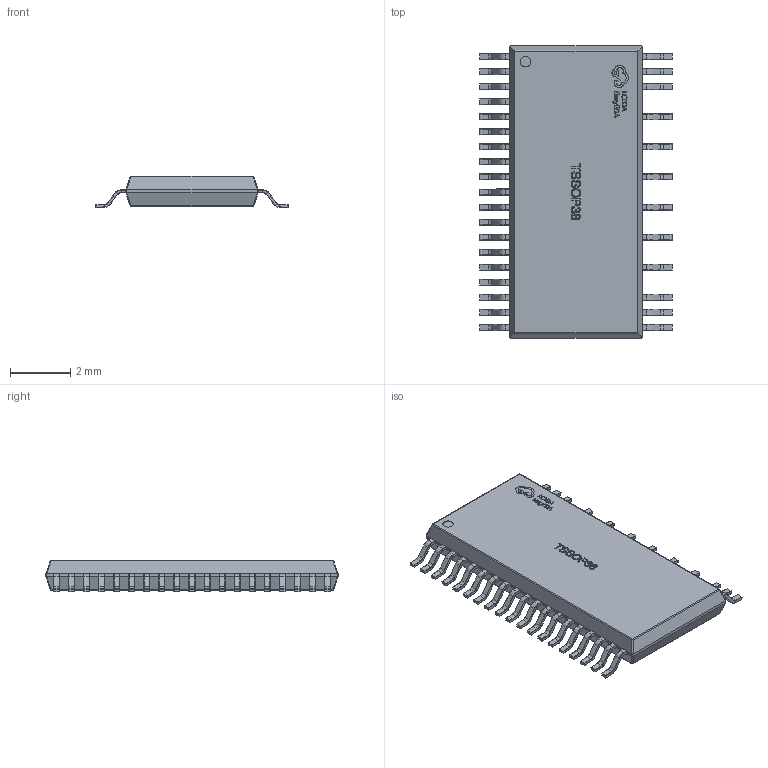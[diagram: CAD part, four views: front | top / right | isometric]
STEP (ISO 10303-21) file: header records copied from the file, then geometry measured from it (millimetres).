
FILE_DESCRIPTION (( 'STEP AP214' ), '1' );
FILE_NAME ('TSSOP-38_L9.7-W4.4-H1.0-LS6.4-P0.50.step', '2022-07-26T10:50:26', ( '' ), ( '' ), 'SwSTEP 2.0', 'SolidWorks 2020', '' );
FILE_SCHEMA (( 'AUTOMOTIVE_DESIGN' ));
Length unit declared in the file: millimetre
Products named in the file (1): TSSOP-38_L9.7-W4.4-H1.0-LS6.4-P0.50
Bounding box: 6.41 x 9.7 x 1.05 mm (x, y, z)
Volume: 41.5 mm3; surface area: 129.4 mm2
Topology: 45 solids, 45 shells, 2040 faces, 4498 edges, 2505 vertices
Faces by surface type: plane 792, cylinder 642, torus 248, bspline 195, sphere 163
Entity records: 81996 total; most frequent: CARTESIAN_POINT 15781, DIRECTION 9226, ORIENTED_EDGE 8748, EDGE_CURVE 4374, AXIS2_PLACEMENT_3D 3424, VERTEX_POINT 2443, VECTOR 2378, LINE 2378
